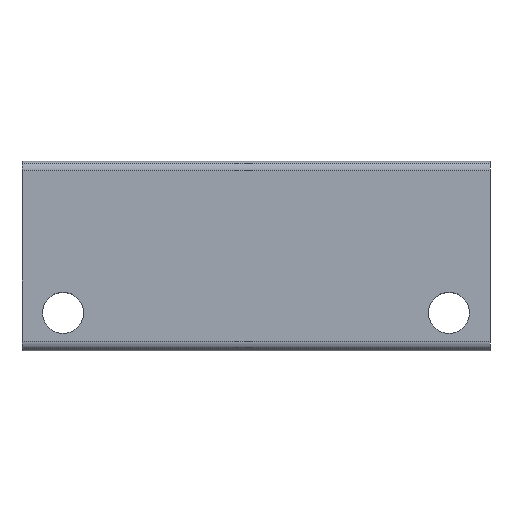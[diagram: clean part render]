
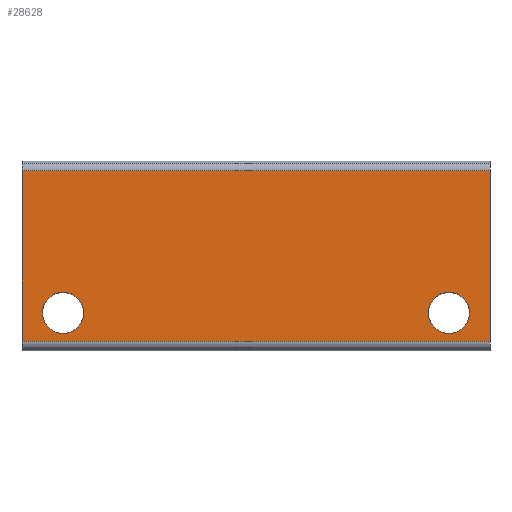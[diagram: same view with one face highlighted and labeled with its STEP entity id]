
A CAD part, top view. The second image highlights one B-rep face of the part: STEP entity #28628.
In plain terms, the highlighted planar face has unit normal (0, 0, 1).
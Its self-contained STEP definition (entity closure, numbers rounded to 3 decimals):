
#143=CARTESIAN_POINT('',(40.25,-9.0,10.0));
#144=VERTEX_POINT('',#143);
#160=CARTESIAN_POINT('',(33.75,-9.0,10.0));
#161=VERTEX_POINT('',#160);
#168=CARTESIAN_POINT('',(37.0,-9.0,10.0));
#169=DIRECTION('',(0.0,0.0,-1.0));
#170=DIRECTION('',(1.0,0.0,0.0));
#171=AXIS2_PLACEMENT_3D('',#168,#169,#170);
#172=CIRCLE('',#171,3.25);
#173=EDGE_CURVE('',#144,#161,#172,.T.);
#185=CARTESIAN_POINT('',(-20.75,-9.0,10.0));
#186=VERTEX_POINT('',#185);
#202=CARTESIAN_POINT('',(-27.25,-9.0,10.0));
#203=VERTEX_POINT('',#202);
#210=CARTESIAN_POINT('',(-24.0,-9.0,10.0));
#211=DIRECTION('',(0.0,0.0,-1.0));
#212=DIRECTION('',(1.0,0.0,0.0));
#213=AXIS2_PLACEMENT_3D('',#210,#211,#212);
#214=CIRCLE('',#213,3.25);
#215=EDGE_CURVE('',#186,#203,#214,.T.);
#235=CARTESIAN_POINT('',(43.5,-13.5,10.0));
#236=VERTEX_POINT('',#235);
#244=CARTESIAN_POINT('',(-30.5,-13.5,10.0));
#245=VERTEX_POINT('',#244);
#246=CARTESIAN_POINT('',(43.5,-13.5,10.0));
#247=DIRECTION('',(-1.0,0.0,0.0));
#248=VECTOR('',#247,74.);
#249=LINE('',#246,#248);
#250=EDGE_CURVE('',#236,#245,#249,.T.);
#361=CARTESIAN_POINT('',(-30.5,13.5,10.0));
#362=VERTEX_POINT('',#361);
#370=CARTESIAN_POINT('',(43.5,13.5,10.0));
#371=VERTEX_POINT('',#370);
#372=CARTESIAN_POINT('',(-30.5,13.5,10.0));
#373=DIRECTION('',(1.0,0.0,0.0));
#374=VECTOR('',#373,74.);
#375=LINE('',#372,#374);
#376=EDGE_CURVE('',#362,#371,#375,.T.);
#28394=CARTESIAN_POINT('',(43.5,13.5,10.0));
#28395=DIRECTION('',(0.0,-1.0,0.0));
#28396=VECTOR('',#28395,27.0);
#28397=LINE('',#28394,#28396);
#28398=EDGE_CURVE('',#371,#236,#28397,.T.);
#28592=CARTESIAN_POINT('',(0.,0.,10.0));
#28593=DIRECTION('',(0.0,0.0,1.0));
#28594=DIRECTION('',(1.0,0.0,0.0));
#28595=AXIS2_PLACEMENT_3D('',#28592,#28593,#28594);
#28596=PLANE('',#28595);
#28597=ORIENTED_EDGE('',*,*,#376,.F.);
#28598=CARTESIAN_POINT('',(-30.5,-13.5,10.0));
#28599=DIRECTION('',(0.0,1.0,0.0));
#28600=VECTOR('',#28599,27.0);
#28601=LINE('',#28598,#28600);
#28602=EDGE_CURVE('',#245,#362,#28601,.T.);
#28603=ORIENTED_EDGE('',*,*,#28602,.F.);
#28604=ORIENTED_EDGE('',*,*,#250,.F.);
#28605=ORIENTED_EDGE('',*,*,#28398,.F.);
#28606=EDGE_LOOP('',(#28597,#28603,#28604,#28605));
#28607=FACE_OUTER_BOUND('',#28606,.T.);
#28608=ORIENTED_EDGE('',*,*,#173,.T.);
#28609=CARTESIAN_POINT('',(37.0,-9.0,10.0));
#28610=DIRECTION('',(0.0,0.0,-1.0));
#28611=DIRECTION('',(1.0,0.0,0.0));
#28612=AXIS2_PLACEMENT_3D('',#28609,#28610,#28611);
#28613=CIRCLE('',#28612,3.25);
#28614=EDGE_CURVE('',#161,#144,#28613,.T.);
#28615=ORIENTED_EDGE('',*,*,#28614,.T.);
#28616=EDGE_LOOP('',(#28608,#28615));
#28617=FACE_BOUND('',#28616,.T.);
#28618=ORIENTED_EDGE('',*,*,#215,.T.);
#28619=CARTESIAN_POINT('',(-24.0,-9.0,10.0));
#28620=DIRECTION('',(0.0,0.0,-1.0));
#28621=DIRECTION('',(1.0,0.0,0.0));
#28622=AXIS2_PLACEMENT_3D('',#28619,#28620,#28621);
#28623=CIRCLE('',#28622,3.25);
#28624=EDGE_CURVE('',#203,#186,#28623,.T.);
#28625=ORIENTED_EDGE('',*,*,#28624,.T.);
#28626=EDGE_LOOP('',(#28618,#28625));
#28627=FACE_BOUND('',#28626,.T.);
#28628=ADVANCED_FACE('',(#28607,#28617,#28627),#28596,.T.);
